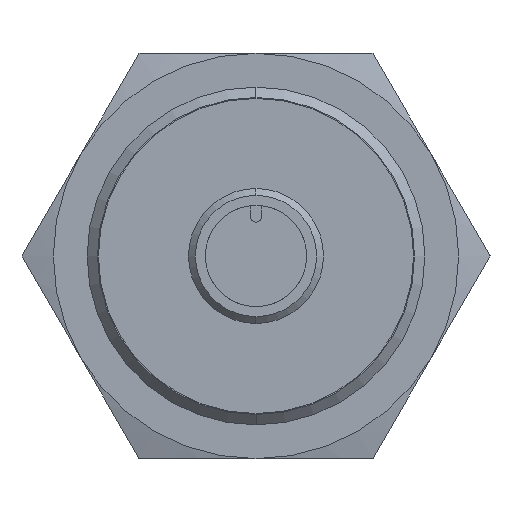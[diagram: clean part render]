
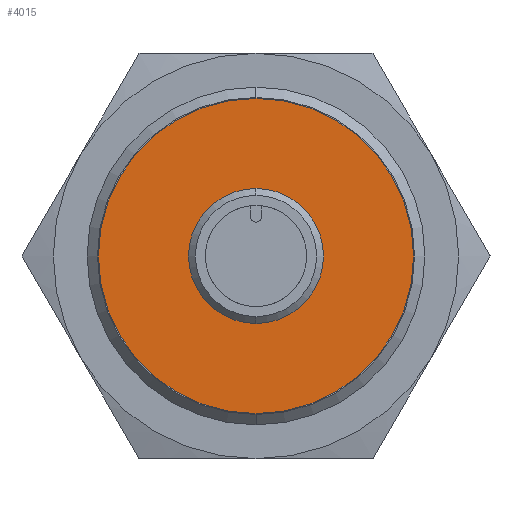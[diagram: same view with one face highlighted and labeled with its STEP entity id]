
A CAD part, left-side view. The second image highlights one B-rep face of the part: STEP entity #4015.
In plain terms, the highlighted planar face has unit normal (-1, 0, 0).
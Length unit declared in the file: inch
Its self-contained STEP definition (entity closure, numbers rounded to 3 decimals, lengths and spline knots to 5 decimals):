
#242 = DIRECTION ( 'NONE',  ( 0., 0., 1. ) ) ;
#281 = DIRECTION ( 'NONE',  ( 0., 0., -1. ) ) ;
#319 = VERTEX_POINT ( 'NONE', #1509 ) ;
#321 = PLANE ( 'NONE',  #3085 ) ;
#618 = DIRECTION ( 'NONE',  ( 1., 0., 0. ) ) ;
#886 = EDGE_CURVE ( 'NONE', #2322, #3063, #3175, .T. ) ;
#1101 = EDGE_CURVE ( 'NONE', #3063, #2322, #4518, .T. ) ;
#1176 = FACE_BOUND ( 'NONE', #4358, .T. ) ;
#1267 = ORIENTED_EDGE ( 'NONE', *, *, #2432, .F. ) ;
#1332 = ORIENTED_EDGE ( 'NONE', *, *, #1101, .T. ) ;
#1343 = DIRECTION ( 'NONE',  ( 1., 0., 0. ) ) ;
#1509 = CARTESIAN_POINT ( 'NONE',  ( 0.51181, 0., -0.55118 ) ) ;
#1901 = FACE_OUTER_BOUND ( 'NONE', #4580, .T. ) ;
#1972 = AXIS2_PLACEMENT_3D ( 'NONE', #2444, #618, #281 ) ;
#2022 = CARTESIAN_POINT ( 'NONE',  ( 0.51181, 0.27559, 0. ) ) ;
#2023 = CARTESIAN_POINT ( 'NONE',  ( 0.51181, 0., -0.19685 ) ) ;
#2135 = CARTESIAN_POINT ( 'NONE',  ( 0.51181, 0., 0.19685 ) ) ;
#2322 = VERTEX_POINT ( 'NONE', #2023 ) ;
#2411 = DIRECTION ( 'NONE',  ( 0., 0., -1. ) ) ;
#2412 = DIRECTION ( 'NONE',  ( -1., 0., 0. ) ) ;
#2432 = EDGE_CURVE ( 'NONE', #319, #4036, #3638, .T. ) ;
#2444 = CARTESIAN_POINT ( 'NONE',  ( 0.51181, 0., 0. ) ) ;
#2502 = AXIS2_PLACEMENT_3D ( 'NONE', #3160, #4578, #3200 ) ;
#2671 = CIRCLE ( 'NONE', #4532, 0.55118 ) ;
#3005 = ORIENTED_EDGE ( 'NONE', *, *, #3471, .F. ) ;
#3052 = CARTESIAN_POINT ( 'NONE',  ( 0.51181, 0., 0. ) ) ;
#3063 = VERTEX_POINT ( 'NONE', #2135 ) ;
#3085 = AXIS2_PLACEMENT_3D ( 'NONE', #2022, #2412, #242 ) ;
#3116 = DIRECTION ( 'NONE',  ( 1., 0., 0. ) ) ;
#3129 = ORIENTED_EDGE ( 'NONE', *, *, #886, .T. ) ;
#3160 = CARTESIAN_POINT ( 'NONE',  ( 0.51181, 0., 0. ) ) ;
#3175 = CIRCLE ( 'NONE', #3443, 0.19685 ) ;
#3200 = DIRECTION ( 'NONE',  ( 0., 0., -1. ) ) ;
#3443 = AXIS2_PLACEMENT_3D ( 'NONE', #4537, #3116, #2411 ) ;
#3471 = EDGE_CURVE ( 'NONE', #4036, #319, #2671, .T. ) ;
#3638 = CIRCLE ( 'NONE', #1972, 0.55118 ) ;
#4015 = ADVANCED_FACE ( 'NONE', ( #1901, #1176 ), #321, .T. ) ;
#4036 = VERTEX_POINT ( 'NONE', #4237 ) ;
#4237 = CARTESIAN_POINT ( 'NONE',  ( 0.51181, 0., 0.55118 ) ) ;
#4358 = EDGE_LOOP ( 'NONE', ( #3129, #1332 ) ) ;
#4500 = DIRECTION ( 'NONE',  ( 0., 0., -1. ) ) ;
#4518 = CIRCLE ( 'NONE', #2502, 0.19685 ) ;
#4532 = AXIS2_PLACEMENT_3D ( 'NONE', #3052, #1343, #4500 ) ;
#4537 = CARTESIAN_POINT ( 'NONE',  ( 0.51181, 0., 0. ) ) ;
#4578 = DIRECTION ( 'NONE',  ( 1., 0., 0. ) ) ;
#4580 = EDGE_LOOP ( 'NONE', ( #1267, #3005 ) ) ;
